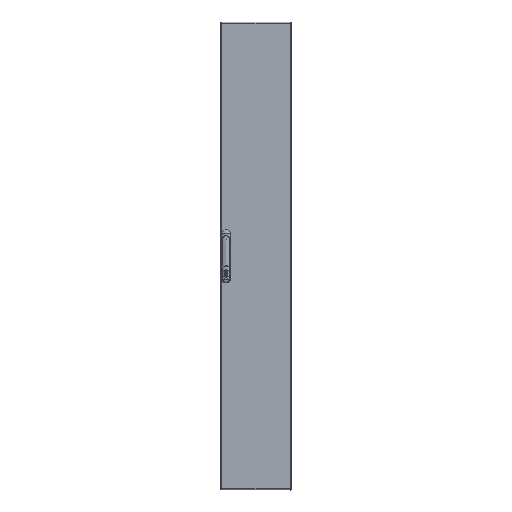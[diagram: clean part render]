
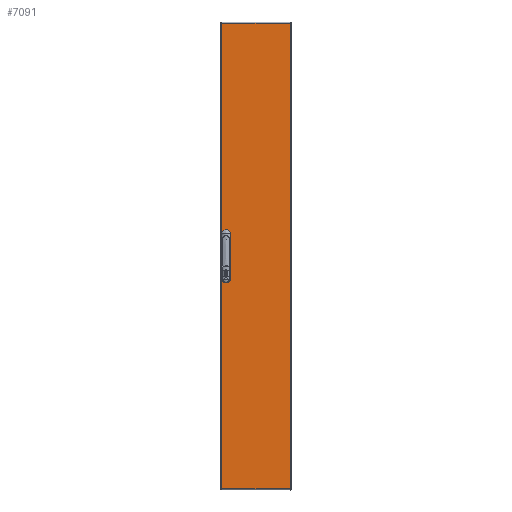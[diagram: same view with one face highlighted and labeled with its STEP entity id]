
A CAD part, top view. The second image highlights one B-rep face of the part: STEP entity #7091.
In plain terms, the highlighted face is planar.
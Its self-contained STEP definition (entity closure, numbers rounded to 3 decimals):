
#3465=FACE_BOUND('',#11472,.T.);
#3466=FACE_BOUND('',#11473,.T.);
#5181=PLANE('',#40446);
#7091=ADVANCED_FACE('F27',(#3465,#3466),#5181,.T.);
#11472=EDGE_LOOP('',(#23953,#23954,#23955,#23956));
#11473=EDGE_LOOP('',(#23957,#23958,#23959,#23960));
#13373=LINE('',#84393,#15578);
#13377=LINE('',#84402,#15582);
#13380=LINE('',#84408,#15585);
#13387=LINE('',#84420,#15592);
#13388=LINE('',#84422,#15593);
#13389=LINE('',#84424,#15594);
#13390=LINE('',#84426,#15595);
#13391=LINE('',#84427,#15596);
#15578=VECTOR('',#45701,1.);
#15582=VECTOR('',#45707,1.);
#15585=VECTOR('',#45712,1.);
#15592=VECTOR('',#45723,1.);
#15593=VECTOR('',#45726,1.);
#15594=VECTOR('',#45727,1.);
#15595=VECTOR('',#45728,1.);
#15596=VECTOR('',#45729,1.);
#23953=ORIENTED_EDGE('',*,*,#34939,.F.);
#23954=ORIENTED_EDGE('',*,*,#34940,.F.);
#23955=ORIENTED_EDGE('',*,*,#34941,.F.);
#23956=ORIENTED_EDGE('',*,*,#34942,.F.);
#23957=ORIENTED_EDGE('',*,*,#34938,.T.);
#23958=ORIENTED_EDGE('',*,*,#34924,.T.);
#23959=ORIENTED_EDGE('',*,*,#34928,.T.);
#23960=ORIENTED_EDGE('',*,*,#34931,.T.);
#30033=VERTEX_POINT('',#84367);
#30039=VERTEX_POINT('',#84384);
#30043=VERTEX_POINT('',#84392);
#30044=VERTEX_POINT('',#84394);
#30047=VERTEX_POINT('',#84401);
#30048=VERTEX_POINT('',#84406);
#30053=VERTEX_POINT('',#84423);
#30054=VERTEX_POINT('',#84425);
#34924=EDGE_CURVE('E108',#30044,#30043,#13373,.T.);
#34928=EDGE_CURVE('E109',#30043,#30047,#13377,.T.);
#34931=EDGE_CURVE('E110',#30047,#30048,#13380,.T.);
#34938=EDGE_CURVE('E107',#30048,#30044,#13387,.T.);
#34939=EDGE_CURVE('E70',#30053,#30039,#13388,.T.);
#34940=EDGE_CURVE('E62',#30054,#30053,#13389,.T.);
#34941=EDGE_CURVE('E84',#30033,#30054,#13390,.T.);
#34942=EDGE_CURVE('E77',#30039,#30033,#13391,.T.);
#40446=AXIS2_PLACEMENT_3D('',#84428,#45730,#45731);
#45701=DIRECTION('',(0.,-1.,0.));
#45707=DIRECTION('',(1.,0.,0.));
#45712=DIRECTION('',(0.,1.,0.));
#45723=DIRECTION('',(-1.,0.,0.));
#45726=DIRECTION('',(1.,0.,0.));
#45727=DIRECTION('',(0.,-1.,0.));
#45728=DIRECTION('',(-1.,0.,0.));
#45729=DIRECTION('',(0.,1.,0.));
#45730=DIRECTION('',(0.,0.,-1.));
#45731=DIRECTION('',(1.,0.,0.));
#84367=CARTESIAN_POINT('',(1973.178,-2237.054,-670.263));
#84384=CARTESIAN_POINT('',(1973.178,-2523.354,-670.263));
#84392=CARTESIAN_POINT('',(902.778,-2519.054,-670.263));
#84393=CARTESIAN_POINT('',(902.778,-2506.454,-670.263));
#84394=CARTESIAN_POINT('',(902.778,-2493.854,-670.263));
#84401=CARTESIAN_POINT('',(1102.778,-2519.054,-670.263));
#84402=CARTESIAN_POINT('',(1002.778,-2519.054,-670.263));
#84406=CARTESIAN_POINT('',(1102.778,-2493.854,-670.263));
#84408=CARTESIAN_POINT('',(1102.778,-2506.454,-670.263));
#84420=CARTESIAN_POINT('',(1002.778,-2493.854,-670.263));
#84422=CARTESIAN_POINT('',(1002.778,-2523.354,-670.263));
#84423=CARTESIAN_POINT('',(32.378,-2523.354,-670.263));
#84424=CARTESIAN_POINT('',(32.378,-2380.204,-670.263));
#84425=CARTESIAN_POINT('',(32.378,-2237.054,-670.263));
#84426=CARTESIAN_POINT('',(1002.778,-2237.054,-670.263));
#84427=CARTESIAN_POINT('',(1973.178,-2380.204,-670.263));
#84428=CARTESIAN_POINT('',(1973.178,-2523.354,-670.263));
